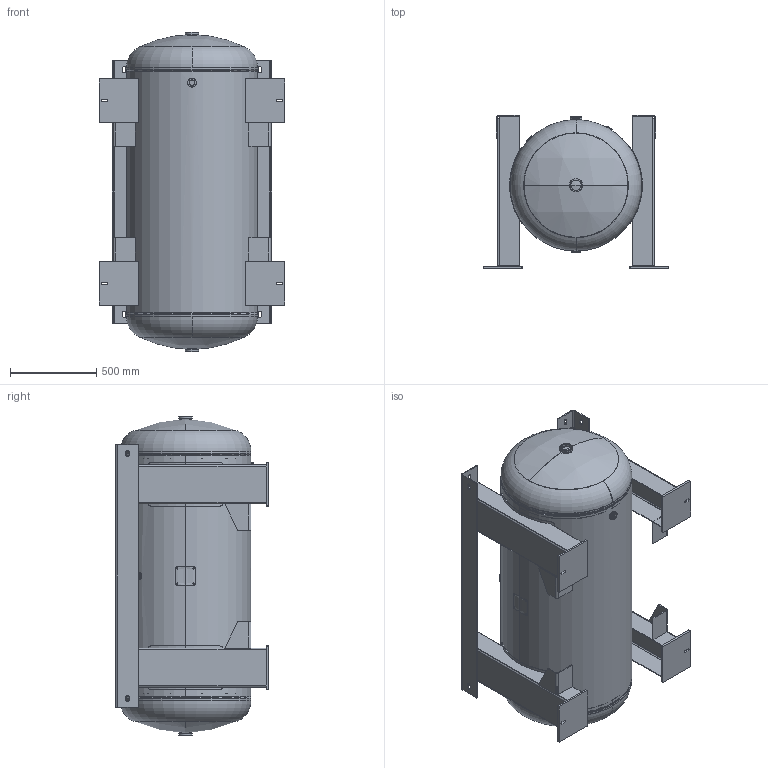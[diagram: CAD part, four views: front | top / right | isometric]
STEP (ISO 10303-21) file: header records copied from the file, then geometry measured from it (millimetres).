
FILE_DESCRIPTION (( 'STEP AP214' ), '1' );
FILE_NAME ('302643.STEP', '2023-09-27T16:17:01', ( '' ), ( '' ), 'SwSTEP 2.0', 'SolidWorks 2022', '' );
FILE_SCHEMA (( 'AUTOMOTIVE_DESIGN' ));
Length unit declared in the file: inch
Products named in the file (1): 302643
Bounding box: 1079.23 x 889.13 x 1856.09 mm (x, y, z)
Volume: 42445529.2 mm3; surface area: 16140128.3 mm2
Topology: 30 solids, 30 shells, 628 faces, 1416 edges, 864 vertices
Faces by surface type: plane 270, cylinder 190, torus 116, bspline 40, sphere 8, cone 4
Entity records: 34885 total; most frequent: CARTESIAN_POINT 12139, DIRECTION 3054, ORIENTED_EDGE 2832, EDGE_CURVE 1416, AXIS2_PLACEMENT_3D 1197, VERTEX_POINT 864, EDGE_LOOP 704, DIMENSIONAL_EXPONENTS 660
